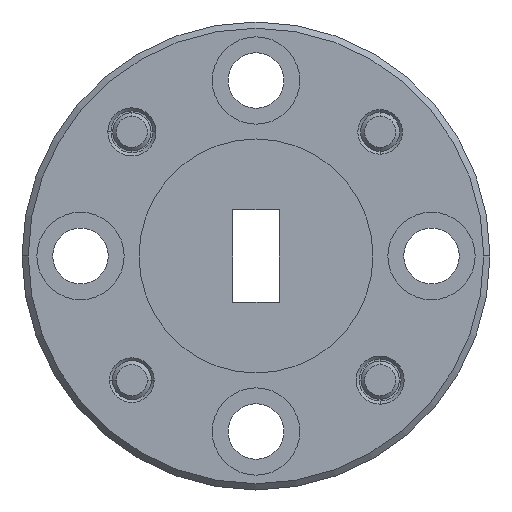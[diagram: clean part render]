
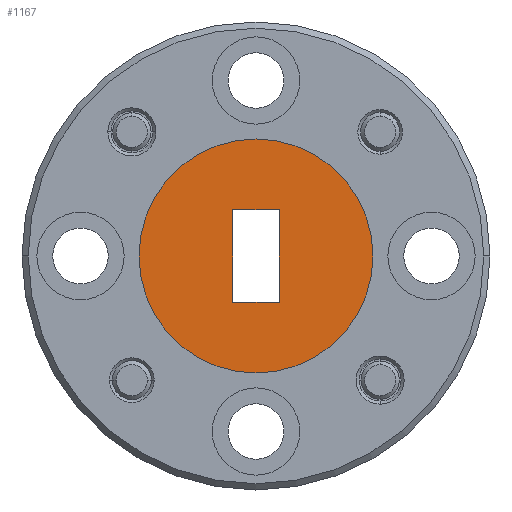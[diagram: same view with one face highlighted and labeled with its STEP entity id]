
A CAD part, left-side view. The second image highlights one B-rep face of the part: STEP entity #1167.
In plain terms, the highlighted planar face has unit normal (-1, 0, 0).
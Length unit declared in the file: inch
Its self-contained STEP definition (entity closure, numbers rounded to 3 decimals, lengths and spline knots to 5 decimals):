
#158 = LINE ( 'NONE', #1820, #2622 ) ;
#201 = LINE ( 'NONE', #1345, #3525 ) ;
#377 = CARTESIAN_POINT ( 'NONE',  ( 0., 0., 0. ) ) ;
#469 = CARTESIAN_POINT ( 'NONE',  ( 0., 0.1875, 0. ) ) ;
#575 = CARTESIAN_POINT ( 'NONE',  ( 0., -0.037, 0. ) ) ;
#658 = ORIENTED_EDGE ( 'NONE', *, *, #2509, .F. ) ;
#665 = DIRECTION ( 'NONE',  ( 1., 0., 0. ) ) ;
#691 = DIRECTION ( 'NONE',  ( 0., 1., 0. ) ) ;
#870 = LINE ( 'NONE', #575, #3642 ) ;
#880 = CARTESIAN_POINT ( 'NONE',  ( 0., 0.037, 0.074 ) ) ;
#1143 = CARTESIAN_POINT ( 'NONE',  ( 0., 0., 0. ) ) ;
#1167 = ADVANCED_FACE ( 'NONE', ( #2611, #3686 ), #2422, .T. ) ;
#1235 = ORIENTED_EDGE ( 'NONE', *, *, #1486, .F. ) ;
#1279 = AXIS2_PLACEMENT_3D ( 'NONE', #1143, #1788, #4062 ) ;
#1345 = CARTESIAN_POINT ( 'NONE',  ( 0., 0., 0.074 ) ) ;
#1486 = EDGE_CURVE ( 'NONE', #3028, #3165, #4155, .T. ) ;
#1622 = CARTESIAN_POINT ( 'NONE',  ( 0., -0.037, -0.074 ) ) ;
#1625 = VERTEX_POINT ( 'NONE', #880 ) ;
#1707 = DIRECTION ( 'NONE',  ( 0., 0., 1. ) ) ;
#1788 = DIRECTION ( 'NONE',  ( -1., 0., 0. ) ) ;
#1820 = CARTESIAN_POINT ( 'NONE',  ( 0., 0., -0.074 ) ) ;
#1863 = CARTESIAN_POINT ( 'NONE',  ( 0., 0.037, -0.074 ) ) ;
#2015 = CARTESIAN_POINT ( 'NONE',  ( 0., 0.037, 0. ) ) ;
#2029 = AXIS2_PLACEMENT_3D ( 'NONE', #2601, #665, #2928 ) ;
#2173 = VERTEX_POINT ( 'NONE', #1622 ) ;
#2422 = PLANE ( 'NONE',  #1279 ) ;
#2509 = EDGE_CURVE ( 'NONE', #3165, #3028, #3083, .T. ) ;
#2601 = CARTESIAN_POINT ( 'NONE',  ( 0., 0., 0. ) ) ;
#2607 = EDGE_CURVE ( 'NONE', #1625, #2806, #201, .T. ) ;
#2611 = FACE_OUTER_BOUND ( 'NONE', #3668, .T. ) ;
#2622 = VECTOR ( 'NONE', #4098, 39.37008 ) ;
#2635 = DIRECTION ( 'NONE',  ( 1., 0., 0. ) ) ;
#2652 = DIRECTION ( 'NONE',  ( 0., -1., 0. ) ) ;
#2791 = VECTOR ( 'NONE', #1707, 39.37008 ) ;
#2806 = VERTEX_POINT ( 'NONE', #3599 ) ;
#2837 = DIRECTION ( 'NONE',  ( 0., 0., -1. ) ) ;
#2883 = EDGE_CURVE ( 'NONE', #3658, #1625, #3647, .T. ) ;
#2928 = DIRECTION ( 'NONE',  ( 0., 1., 0. ) ) ;
#2941 = EDGE_LOOP ( 'NONE', ( #3735, #3719, #3903, #3158 ) ) ;
#2966 = AXIS2_PLACEMENT_3D ( 'NONE', #377, #2635, #691 ) ;
#3028 = VERTEX_POINT ( 'NONE', #469 ) ;
#3083 = CIRCLE ( 'NONE', #2029, 0.1875 ) ;
#3158 = ORIENTED_EDGE ( 'NONE', *, *, #3430, .T. ) ;
#3165 = VERTEX_POINT ( 'NONE', #3639 ) ;
#3430 = EDGE_CURVE ( 'NONE', #2806, #2173, #870, .T. ) ;
#3525 = VECTOR ( 'NONE', #2652, 39.37008 ) ;
#3598 = EDGE_CURVE ( 'NONE', #2173, #3658, #158, .T. ) ;
#3599 = CARTESIAN_POINT ( 'NONE',  ( 0., -0.037, 0.074 ) ) ;
#3639 = CARTESIAN_POINT ( 'NONE',  ( 0., -0.1875, 0. ) ) ;
#3642 = VECTOR ( 'NONE', #2837, 39.37008 ) ;
#3647 = LINE ( 'NONE', #2015, #2791 ) ;
#3658 = VERTEX_POINT ( 'NONE', #1863 ) ;
#3668 = EDGE_LOOP ( 'NONE', ( #1235, #658 ) ) ;
#3686 = FACE_BOUND ( 'NONE', #2941, .T. ) ;
#3719 = ORIENTED_EDGE ( 'NONE', *, *, #2883, .T. ) ;
#3735 = ORIENTED_EDGE ( 'NONE', *, *, #3598, .T. ) ;
#3903 = ORIENTED_EDGE ( 'NONE', *, *, #2607, .T. ) ;
#4062 = DIRECTION ( 'NONE',  ( 0., -1., 0. ) ) ;
#4098 = DIRECTION ( 'NONE',  ( 0., 1., 0. ) ) ;
#4155 = CIRCLE ( 'NONE', #2966, 0.1875 ) ;
